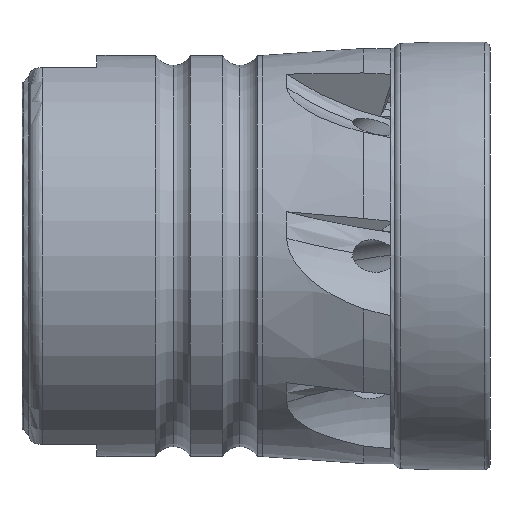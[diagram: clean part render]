
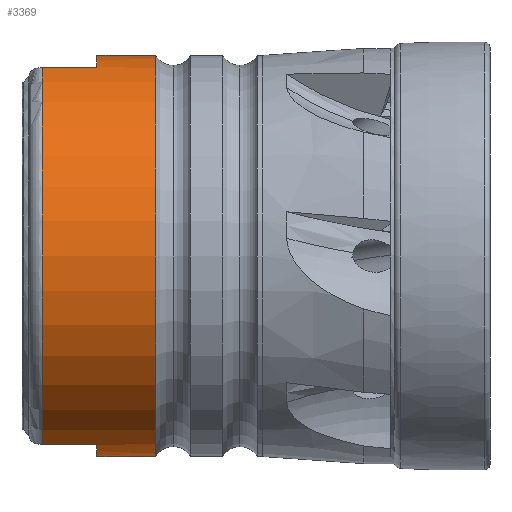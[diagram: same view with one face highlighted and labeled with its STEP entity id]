
A CAD part, front view. The second image highlights one B-rep face of the part: STEP entity #3369.
In plain terms, the highlighted cylindrical face has radius 15 mm (diameter 30 mm), a partial arc.
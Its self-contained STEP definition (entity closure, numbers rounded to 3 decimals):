
#140 = LINE ( 'NONE', #146, #4028 ) ;
#146 = CARTESIAN_POINT ( 'NONE',  ( 0., 0., 15. ) ) ;
#147 = DIRECTION ( 'NONE',  ( 1., 0., 0. ) ) ;
#249 = LINE ( 'NONE', #250, #6474 ) ;
#250 = CARTESIAN_POINT ( 'NONE',  ( 0., 0., -15. ) ) ;
#251 = DIRECTION ( 'NONE',  ( 1., 0., 0. ) ) ;
#390 = EDGE_LOOP ( 'NONE', ( #426, #422, #4609, #4606, #4639, #4716, #4714, #4643 ) ) ;
#422 = ORIENTED_EDGE ( 'NONE', *, *, #3226, .F. ) ;
#426 = ORIENTED_EDGE ( 'NONE', *, *, #1297, .F. ) ;
#735 = CIRCLE ( 'NONE', #5552, 15. ) ;
#754 = AXIS2_PLACEMENT_3D ( 'NONE', #4296, #4298, #4299 ) ;
#785 = CIRCLE ( 'NONE', #789, 15. ) ;
#787 = CIRCLE ( 'NONE', #754, 15. ) ;
#789 = AXIS2_PLACEMENT_3D ( 'NONE', #6397, #6398, #6399 ) ;
#1104 = EDGE_CURVE ( 'NONE', #5299, #5039, #6097, .T. ) ;
#1297 = EDGE_CURVE ( 'NONE', #4832, #4828, #140, .T. ) ;
#1326 = EDGE_CURVE ( 'NONE', #5080, #5001, #249, .T. ) ;
#1386 = EDGE_CURVE ( 'NONE', #4828, #5001, #785, .T. ) ;
#1418 = EDGE_CURVE ( 'NONE', #5239, #5299, #787, .T. ) ;
#2051 = DIRECTION ( 'NONE',  ( 1., 0., 0. ) ) ;
#2756 = CARTESIAN_POINT ( 'NONE',  ( -24.548, 0., 15. ) ) ;
#2758 = CARTESIAN_POINT ( 'NONE',  ( -28.95, 0., 15. ) ) ;
#2825 = CARTESIAN_POINT ( 'NONE',  ( -24.548, 0., -15. ) ) ;
#2838 = CARTESIAN_POINT ( 'NONE',  ( -28.95, -5.121, -14.099 ) ) ;
#2864 = CARTESIAN_POINT ( 'NONE',  ( -28.95, 0., -15. ) ) ;
#2981 = CARTESIAN_POINT ( 'NONE',  ( -28.95, -5.121, 14.099 ) ) ;
#2984 = CARTESIAN_POINT ( 'NONE',  ( -33.05, -5.121, 14.099 ) ) ;
#3031 = CARTESIAN_POINT ( 'NONE',  ( -33.05, -5.121, -14.099 ) ) ;
#3226 = EDGE_CURVE ( 'NONE', #5235, #4832, #735, .T. ) ;
#3227 = EDGE_CURVE ( 'NONE', #5080, #5039, #4208, .T. ) ;
#3228 = EDGE_CURVE ( 'NONE', #5235, #5239, #5891, .T. ) ;
#3369 = ADVANCED_FACE ( 'NONE', ( #3684 ), #3689, .T. ) ;
#3679 = DIRECTION ( 'NONE',  ( 1., 0., 0. ) ) ;
#3684 = FACE_OUTER_BOUND ( 'NONE', #390, .T. ) ;
#3689 = CYLINDRICAL_SURFACE ( 'NONE', #4421, 15. ) ;
#3690 = CARTESIAN_POINT ( 'NONE',  ( 0., 0., 0. ) ) ;
#3692 = DIRECTION ( 'NONE',  ( 0., 0., -1. ) ) ;
#4028 = VECTOR ( 'NONE', #147, 1000. ) ;
#4208 = CIRCLE ( 'NONE', #4343, 15. ) ;
#4296 = CARTESIAN_POINT ( 'NONE',  ( -33.05, 0., 0. ) ) ;
#4298 = DIRECTION ( 'NONE',  ( 1., 0., 0. ) ) ;
#4299 = DIRECTION ( 'NONE',  ( 0., 0., -1. ) ) ;
#4330 = VECTOR ( 'NONE', #5911, 1000. ) ;
#4343 = AXIS2_PLACEMENT_3D ( 'NONE', #5904, #5906, #5908 ) ;
#4421 = AXIS2_PLACEMENT_3D ( 'NONE', #3690, #3679, #3692 ) ;
#4606 = ORIENTED_EDGE ( 'NONE', *, *, #1418, .T. ) ;
#4609 = ORIENTED_EDGE ( 'NONE', *, *, #3228, .T. ) ;
#4639 = ORIENTED_EDGE ( 'NONE', *, *, #1104, .T. ) ;
#4643 = ORIENTED_EDGE ( 'NONE', *, *, #1386, .F. ) ;
#4714 = ORIENTED_EDGE ( 'NONE', *, *, #1326, .T. ) ;
#4716 = ORIENTED_EDGE ( 'NONE', *, *, #3227, .F. ) ;
#4828 = VERTEX_POINT ( 'NONE', #2756 ) ;
#4832 = VERTEX_POINT ( 'NONE', #2758 ) ;
#5001 = VERTEX_POINT ( 'NONE', #2825 ) ;
#5039 = VERTEX_POINT ( 'NONE', #2838 ) ;
#5080 = VERTEX_POINT ( 'NONE', #2864 ) ;
#5235 = VERTEX_POINT ( 'NONE', #2981 ) ;
#5239 = VERTEX_POINT ( 'NONE', #2984 ) ;
#5299 = VERTEX_POINT ( 'NONE', #3031 ) ;
#5345 = VECTOR ( 'NONE', #2051, 1000. ) ;
#5552 = AXIS2_PLACEMENT_3D ( 'NONE', #5895, #5896, #5898 ) ;
#5891 = LINE ( 'NONE', #5893, #4330 ) ;
#5893 = CARTESIAN_POINT ( 'NONE',  ( 0., -5.121, 14.099 ) ) ;
#5895 = CARTESIAN_POINT ( 'NONE',  ( -28.95, 0., 0. ) ) ;
#5896 = DIRECTION ( 'NONE',  ( -1., 0., 0. ) ) ;
#5898 = DIRECTION ( 'NONE',  ( 0., 0., -1. ) ) ;
#5904 = CARTESIAN_POINT ( 'NONE',  ( -28.95, 0., 0. ) ) ;
#5906 = DIRECTION ( 'NONE',  ( -1., 0., 0. ) ) ;
#5908 = DIRECTION ( 'NONE',  ( 0., 0., -1. ) ) ;
#5911 = DIRECTION ( 'NONE',  ( -1., 0., 0. ) ) ;
#6097 = LINE ( 'NONE', #6119, #5345 ) ;
#6119 = CARTESIAN_POINT ( 'NONE',  ( 0., -5.121, -14.099 ) ) ;
#6397 = CARTESIAN_POINT ( 'NONE',  ( -24.548, 0., 0. ) ) ;
#6398 = DIRECTION ( 'NONE',  ( 1., 0., 0. ) ) ;
#6399 = DIRECTION ( 'NONE',  ( 0., 0., -1. ) ) ;
#6474 = VECTOR ( 'NONE', #251, 1000. ) ;
